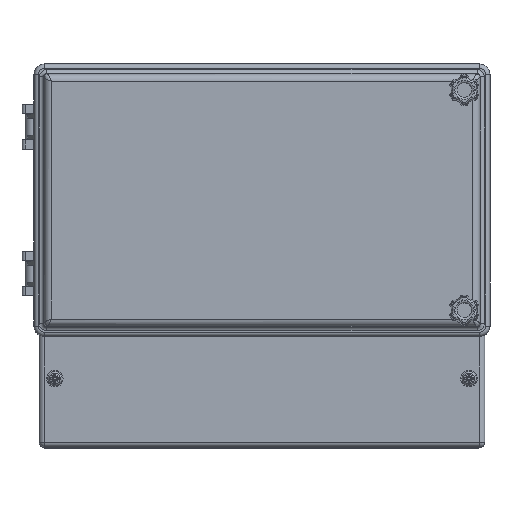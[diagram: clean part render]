
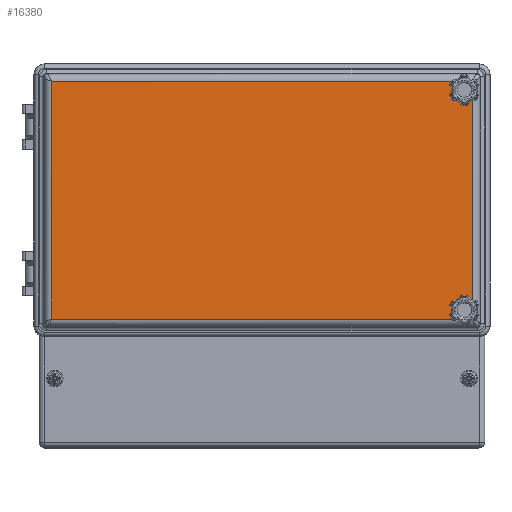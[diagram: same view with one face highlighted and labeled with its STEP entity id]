
A CAD part, top view. The second image highlights one B-rep face of the part: STEP entity #16380.
In plain terms, the highlighted planar face has unit normal (0, 0, 1).
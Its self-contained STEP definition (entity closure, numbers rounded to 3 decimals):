
#1910=LINE('',#28290,#3200);
#1912=LINE('',#28316,#3202);
#1913=LINE('',#28339,#3203);
#1914=LINE('',#28351,#3204);
#3200=VECTOR('',#22316,10.);
#3202=VECTOR('',#22320,10.);
#3203=VECTOR('',#22323,10.);
#3204=VECTOR('',#22326,10.);
#3764=PLANE('',#18056);
#3975=FACE_BOUND('',#5908,.T.);
#3976=FACE_BOUND('',#5909,.T.);
#4750=FACE_OUTER_BOUND('',#5907,.T.);
#5907=EDGE_LOOP('',(#14429,#14430,#14431,#14432));
#5908=EDGE_LOOP('',(#14433));
#5909=EDGE_LOOP('',(#14434));
#6637=CIRCLE('',#17897,3.);
#6639=CIRCLE('',#17901,3.);
#8108=VERTEX_POINT('',#27656);
#8110=VERTEX_POINT('',#27662);
#8199=VERTEX_POINT('',#28266);
#8201=VERTEX_POINT('',#28279);
#8204=VERTEX_POINT('',#28305);
#8205=VERTEX_POINT('',#28328);
#10127=EDGE_CURVE('',#8108,#8108,#6637,.T.);
#10129=EDGE_CURVE('',#8110,#8110,#6639,.T.);
#10294=EDGE_CURVE('',#8201,#8199,#1910,.T.);
#10298=EDGE_CURVE('',#8204,#8201,#1912,.T.);
#10301=EDGE_CURVE('',#8205,#8204,#1913,.T.);
#10303=EDGE_CURVE('',#8199,#8205,#1914,.T.);
#14429=ORIENTED_EDGE('',*,*,#10294,.F.);
#14430=ORIENTED_EDGE('',*,*,#10298,.F.);
#14431=ORIENTED_EDGE('',*,*,#10301,.F.);
#14432=ORIENTED_EDGE('',*,*,#10303,.F.);
#14433=ORIENTED_EDGE('',*,*,#10127,.T.);
#14434=ORIENTED_EDGE('',*,*,#10129,.T.);
#16380=ADVANCED_FACE('',(#4750,#3975,#3976),#3764,.T.);
#17897=AXIS2_PLACEMENT_3D('',#27657,#21940,#21941);
#17901=AXIS2_PLACEMENT_3D('',#27663,#21948,#21949);
#18056=AXIS2_PLACEMENT_3D('',#28560,#22337,#22338);
#21940=DIRECTION('center_axis',(0.,0.,-1.));
#21941=DIRECTION('ref_axis',(-1.,0.,0.));
#21948=DIRECTION('center_axis',(0.,0.,-1.));
#21949=DIRECTION('ref_axis',(-1.,0.,0.));
#22316=DIRECTION('',(-1.,0.,0.));
#22320=DIRECTION('',(0.,-1.,0.));
#22323=DIRECTION('',(1.,0.,0.));
#22326=DIRECTION('',(0.,1.,0.));
#22337=DIRECTION('center_axis',(0.,0.,1.));
#22338=DIRECTION('ref_axis',(1.,0.,0.));
#27656=CARTESIAN_POINT('',(-93.5,52.5,22.2));
#27657=CARTESIAN_POINT('Origin',(-96.5,52.5,22.2));
#27662=CARTESIAN_POINT('',(-93.5,-52.5,22.2));
#27663=CARTESIAN_POINT('Origin',(-96.5,-52.5,22.2));
#28266=CARTESIAN_POINT('',(-100.423,-56.673,22.2));
#28279=CARTESIAN_POINT('',(100.423,-56.673,22.2));
#28290=CARTESIAN_POINT('',(51.301,-56.673,22.2));
#28305=CARTESIAN_POINT('',(100.423,56.673,22.2));
#28316=CARTESIAN_POINT('',(100.423,29.426,22.2));
#28328=CARTESIAN_POINT('',(-100.423,56.673,22.2));
#28339=CARTESIAN_POINT('',(-51.301,56.673,22.2));
#28351=CARTESIAN_POINT('',(-100.423,-29.426,22.2));
#28560=CARTESIAN_POINT('Origin',(0.,0.,
22.2));
